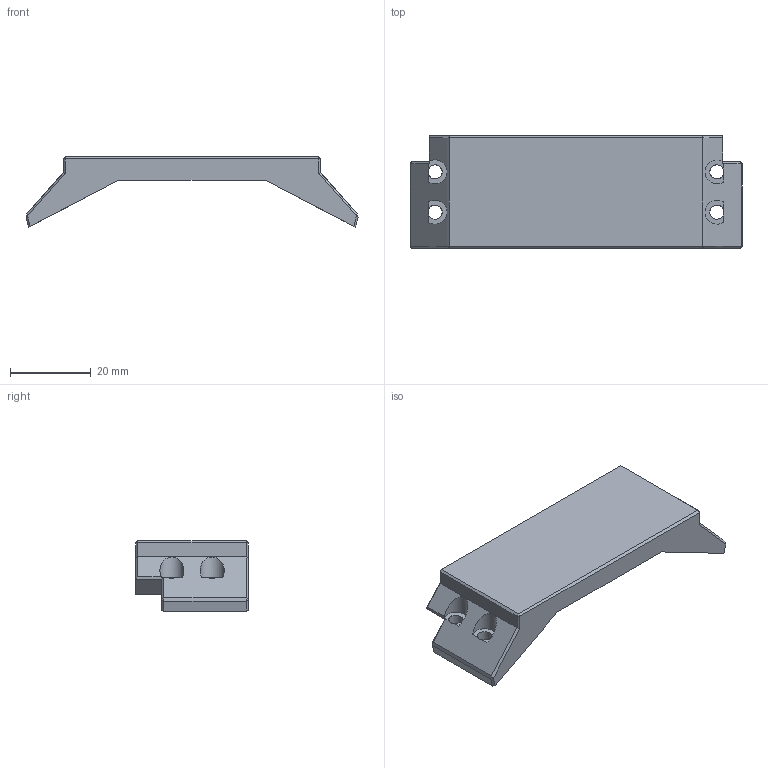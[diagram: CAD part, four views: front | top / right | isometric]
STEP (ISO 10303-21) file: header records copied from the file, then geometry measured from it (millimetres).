
FILE_DESCRIPTION(/* description */ (''),/* implementation_level */ '2;1');
FILE_NAME(/* name */ 'PowerCompartmentDoor.step',/* time_stamp */ '2023-01-01T02:11:33-06:00',/* author */ (''),/* organization */ (''),/* preprocessor_version */ 'ST-DEVELOPER v19.2',/* originating_system */ 'Autodesk Translation Framework v11.17.0.187',/* authorisation */ '');
FILE_SCHEMA (('AUTOMOTIVE_DESIGN { 1 0 10303 214 3 1 1 }'));
Length unit declared in the file: millimetre
Products named in the file (1): PowerCompartmentDoor
Bounding box: 82.44 x 28 x 17.44 mm (x, y, z)
Volume: 7304.7 mm3; surface area: 7030.8 mm2
Topology: 1 solids, 1 shells, 64 faces, 170 edges, 102 vertices
Faces by surface type: plane 56, cylinder 8
Full cylindrical faces by diameter (mm): 3.5 x4
Entity records: 1953 total; most frequent: ORIENTED_EDGE 332, CARTESIAN_POINT 331, DIRECTION 326, EDGE_CURVE 166, LINE 136, VECTOR 136, VERTEX_POINT 100, AXIS2_PLACEMENT_3D 95
